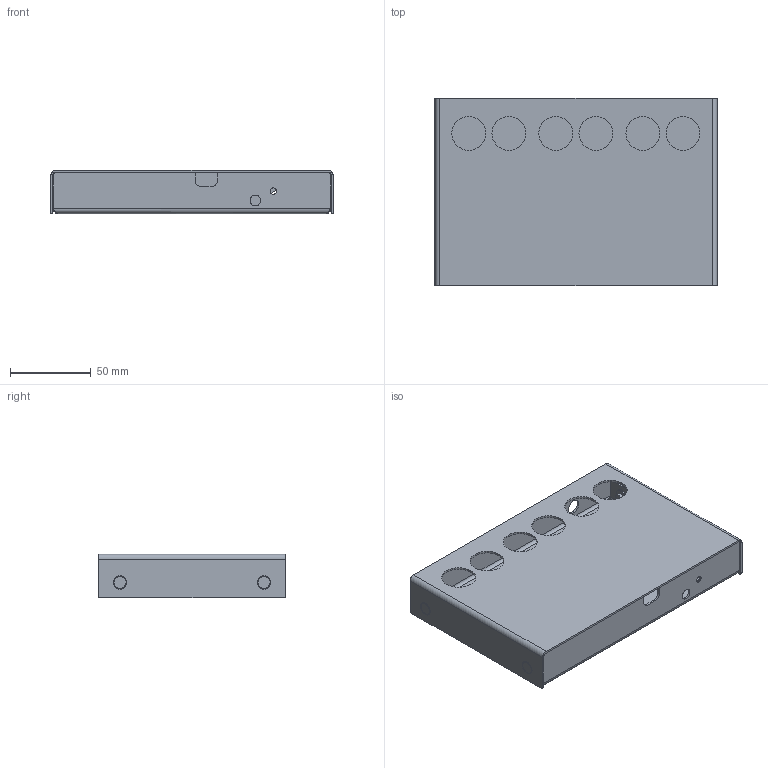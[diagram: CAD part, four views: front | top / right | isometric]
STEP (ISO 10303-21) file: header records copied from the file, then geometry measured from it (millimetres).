
FILE_DESCRIPTION(('FreeCAD Model'),'2;1');
FILE_NAME('Open CASCADE Shape Model','2024-04-16T21:30:25',(''),(''), 'Open CASCADE STEP processor 7.6','FreeCAD','Unknown');
FILE_SCHEMA(('AUTOMOTIVE_DESIGN { 1 0 10303 214 1 1 1 1 }'));
Length unit declared in the file: millimetre
Products named in the file (11): U-Shape_Protocase; S-M4-1ZI; S-M4-1ZI001; S-M4-1ZI002; S-M4-1ZI003; m4_6mm_stainless_phillips_flathead_screw; m4_6mm_stainless_phillips_flathead_screw001; m4_6mm_stainless_phillips_flathead_screw002; m4_6mm_stainless_phillips_flathead_screw003; Cover-Top; Base-Rear-Bottom-Front
Assembly tree (10 placements, depth 2):
  U-Shape_Protocase
    S-M4-1ZI
    S-M4-1ZI001
    S-M4-1ZI002
    S-M4-1ZI003
    m4_6mm_stainless_phillips_flathead_screw
    m4_6mm_stainless_phillips_flathead_screw001
    m4_6mm_stainless_phillips_flathead_screw002
    m4_6mm_stainless_phillips_flathead_screw003
    Cover-Top
    Base-Rear-Bottom-Front
Bounding box: 174.4 x 115.82 x 26.87 mm (x, y, z)
Volume: 66276.7 mm3; surface area: 111461.7 mm2
Topology: 10 solids, 10 shells, 143 faces, 309 edges, 190 vertices
Faces by surface type: plane 60, cylinder 43, extrusion 20, bspline 16, cone 4
Full cylindrical faces by diameter (mm): 2.9 x4, 3.92 x1, 5.41 x4, 6.604 x1, 9.068 x1, 20.955 x6
Entity records: 6505 total; most frequent: CARTESIAN_POINT 3099, ORIENTED_EDGE 618, DIRECTION 533, EDGE_CURVE 309, FACE_BOUND 197, EDGE_LOOP 197, VERTEX_POINT 190, AXIS2_PLACEMENT_3D 188
